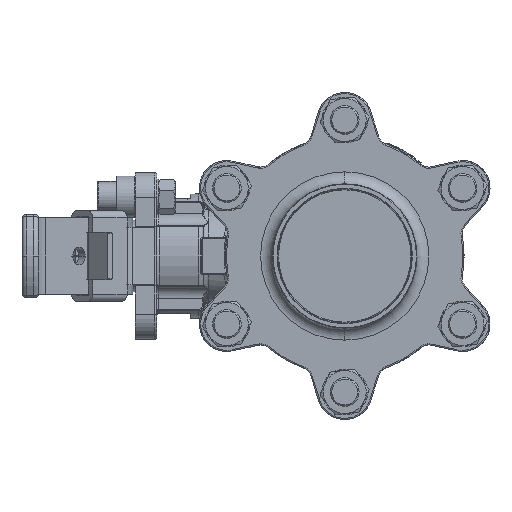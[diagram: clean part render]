
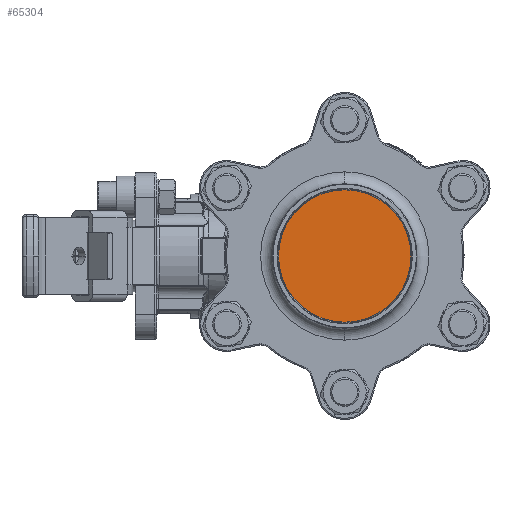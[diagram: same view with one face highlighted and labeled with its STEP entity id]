
A CAD part, left-side view. The second image highlights one B-rep face of the part: STEP entity #65304.
In plain terms, the highlighted planar face has unit normal (-1, 0, 0).
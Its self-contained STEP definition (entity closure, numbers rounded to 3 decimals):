
#5150 = DIRECTION ( 'NONE',  ( 0., 0., -1. ) ) ;
#5402 = CARTESIAN_POINT ( 'NONE',  ( -61.5, 0., 0. ) ) ;
#5466 = CARTESIAN_POINT ( 'NONE',  ( -61.5, 0., -27.753 ) ) ;
#10852 = PLANE ( 'NONE',  #30061 ) ;
#14604 = AXIS2_PLACEMENT_3D ( 'NONE', #5402, #18852, #30291 ) ;
#14758 = VERTEX_POINT ( 'NONE', #40010 ) ;
#18852 = DIRECTION ( 'NONE',  ( -1., 0., 0. ) ) ;
#19264 = ORIENTED_EDGE ( 'NONE', *, *, #73879, .T. ) ;
#21653 = ORIENTED_EDGE ( 'NONE', *, *, #22999, .T. ) ;
#22317 = DIRECTION ( 'NONE',  ( 1., 0., 0. ) ) ;
#22999 = EDGE_CURVE ( 'NONE', #59731, #14758, #23729, .T. ) ;
#23514 = FACE_OUTER_BOUND ( 'NONE', #70511, .T. ) ;
#23729 = CIRCLE ( 'NONE', #14604, 27.753 ) ;
#29747 = CARTESIAN_POINT ( 'NONE',  ( -61.5, 0., 0. ) ) ;
#30061 = AXIS2_PLACEMENT_3D ( 'NONE', #48818, #22317, #5150 ) ;
#30291 = DIRECTION ( 'NONE',  ( 0., 0., -1. ) ) ;
#32623 = AXIS2_PLACEMENT_3D ( 'NONE', #29747, #42407, #48150 ) ;
#40010 = CARTESIAN_POINT ( 'NONE',  ( -61.5, 0., 27.753 ) ) ;
#42407 = DIRECTION ( 'NONE',  ( -1., 0., 0. ) ) ;
#48150 = DIRECTION ( 'NONE',  ( 0., 0., -1. ) ) ;
#48818 = CARTESIAN_POINT ( 'NONE',  ( -61.5, 30.25, 0. ) ) ;
#59731 = VERTEX_POINT ( 'NONE', #5466 ) ;
#65304 = ADVANCED_FACE ( 'NONE', ( #23514 ), #10852, .F. ) ;
#70511 = EDGE_LOOP ( 'NONE', ( #19264, #21653 ) ) ;
#73879 = EDGE_CURVE ( 'NONE', #14758, #59731, #76933, .T. ) ;
#76933 = CIRCLE ( 'NONE', #32623, 27.753 ) ;
